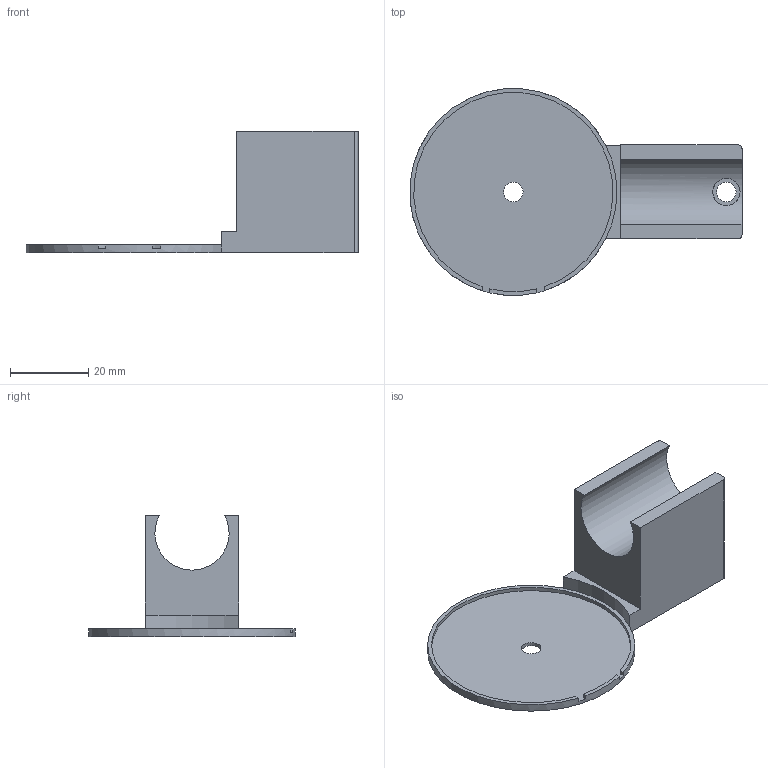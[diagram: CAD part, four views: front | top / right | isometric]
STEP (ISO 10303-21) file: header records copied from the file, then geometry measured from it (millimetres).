
FILE_DESCRIPTION(/* description */ (''),/* implementation_level */ '2;1');
FILE_NAME(/* name */ 'Coil Case.step',/* time_stamp */ '2018-07-25T13:10:36+02:00',/* author */ (''),/* organization */ (''),/* preprocessor_version */ 'ST-DEVELOPER v17',/* originating_system */ 'Autodesk Translation Framework v7.1.0.215',/* authorisation */ '');
FILE_SCHEMA (('AUTOMOTIVE_DESIGN { 1 0 10303 214 3 1 1 }'));
Length unit declared in the file: millimetre
Products named in the file (1): Coil Case
Bounding box: 84.94 x 52.88 x 31 mm (x, y, z)
Volume: 18152.7 mm3; surface area: 10345.1 mm2
Topology: 1 solids, 1 shells, 26 faces, 68 edges, 45 vertices
Faces by surface type: plane 16, cylinder 10
Full cylindrical faces by diameter (mm): 5 x2, 7 x1
Entity records: 885 total; most frequent: CARTESIAN_POINT 174, DIRECTION 143, ORIENTED_EDGE 136, EDGE_CURVE 68, AXIS2_PLACEMENT_3D 50, VERTEX_POINT 45, LINE 43, VECTOR 43
